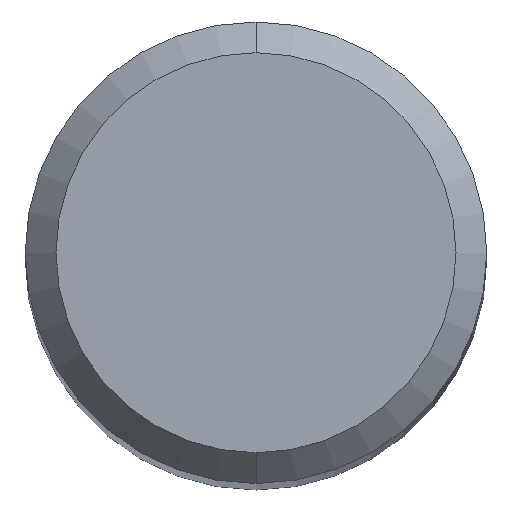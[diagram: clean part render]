
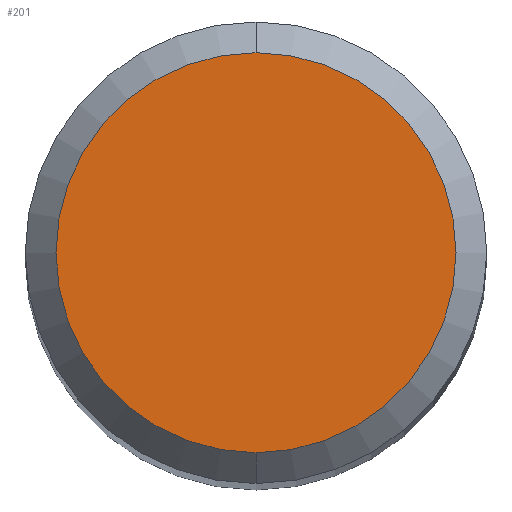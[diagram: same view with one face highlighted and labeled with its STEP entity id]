
A CAD part, top view. The second image highlights one B-rep face of the part: STEP entity #201.
In plain terms, the highlighted planar face has unit normal (0, 0, 1).
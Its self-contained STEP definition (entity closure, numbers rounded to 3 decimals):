
#147=EDGE_CURVE('',#169,#173,#302,.T.);
#153=EDGE_CURVE('',#173,#169,#308,.T.);
#169=VERTEX_POINT('',#327);
#173=VERTEX_POINT('',#331);
#201=ADVANCED_FACE('',(#364),#365,.T.);
#302=CIRCLE('',#480,2.6);
#308=CIRCLE('',#489,2.6);
#327=CARTESIAN_POINT('',(0.0,2.6,0.0));
#331=CARTESIAN_POINT('',(0.,-2.6,0.0));
#364=FACE_OUTER_BOUND('',#554,.T.);
#365=PLANE('',#555);
#480=AXIS2_PLACEMENT_3D('',#660,#661,#662);
#489=AXIS2_PLACEMENT_3D('',#664,#665,#666);
#554=EDGE_LOOP('',(#735,#736));
#555=AXIS2_PLACEMENT_3D('',#737,#738,#739);
#660=CARTESIAN_POINT('',(0.0,0.0,0.0));
#661=DIRECTION('',(0.0,0.0,-1.0));
#662=DIRECTION('',(0.0,1.0,0.0));
#664=CARTESIAN_POINT('',(0.0,0.0,0.0));
#665=DIRECTION('',(0.0,0.0,-1.0));
#666=DIRECTION('',(0.0,1.0,0.0));
#735=ORIENTED_EDGE('',*,*,#147,.F.);
#736=ORIENTED_EDGE('',*,*,#153,.F.);
#737=CARTESIAN_POINT('',(0.0,1.3,0.0));
#738=DIRECTION('',(-0.0,0.0,1.0));
#739=DIRECTION('',(0.0,-1.0,0.0));
